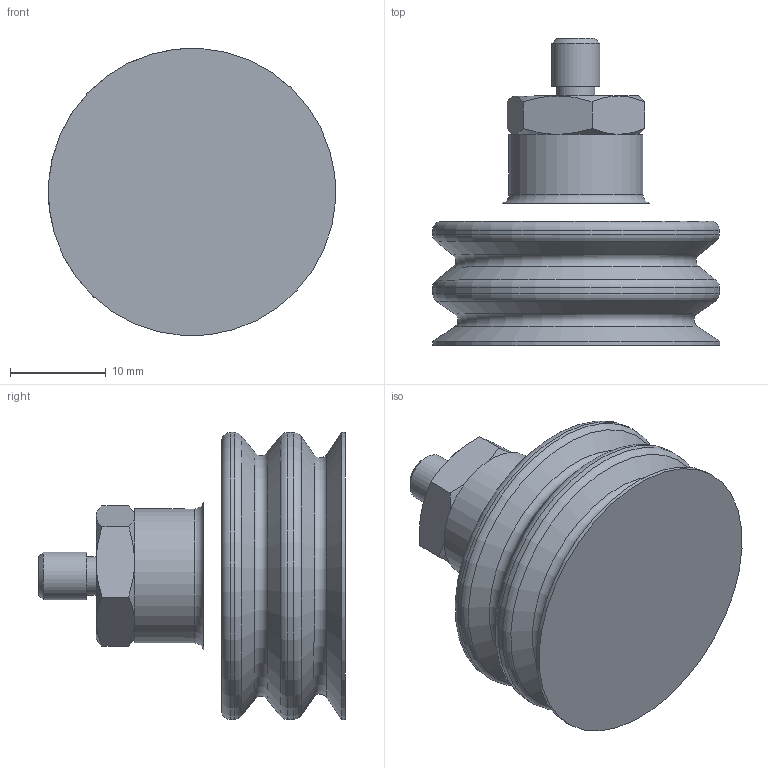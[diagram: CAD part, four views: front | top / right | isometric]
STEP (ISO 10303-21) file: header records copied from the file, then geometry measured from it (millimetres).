
FILE_DESCRIPTION(/* description */ (''),/* implementation_level */ '2;1');
FILE_NAME(/* name */ 'vf30nia_rac15rm5m.stp',/* time_stamp */ '2023-10-16T10:35:50+02:00',/* author */ ('enginyeria2'),/* organization */ (''),/* preprocessor_version */ 'ST-DEVELOPER v17',/* originating_system */ 'Autodesk Inventor 2019',/* authorisation */ '');
FILE_SCHEMA (('AUTOMOTIVE_DESIGN { 1 0 10303 214 3 1 1 }'));
Length unit declared in the file: millimetre
Products named in the file (1): Pieza20
Bounding box: 29.95 x 32.01 x 29.95 mm (x, y, z)
Volume: 10300.4 mm3; surface area: 3715 mm2
Topology: 1 solids, 1 shells, 47 faces, 130 edges, 90 vertices
Faces by surface type: cone 19, plane 13, cylinder 8, torus 7
Full cylindrical faces by diameter (mm): 2 x1, 4 x1, 5 x2, 14 x1, 30 x3
Entity records: 1652 total; most frequent: CARTESIAN_POINT 316, DIRECTION 287, ORIENTED_EDGE 260, AXIS2_PLACEMENT_3D 133, EDGE_CURVE 130, VERTEX_POINT 90, CIRCLE 85, EDGE_LOOP 52
